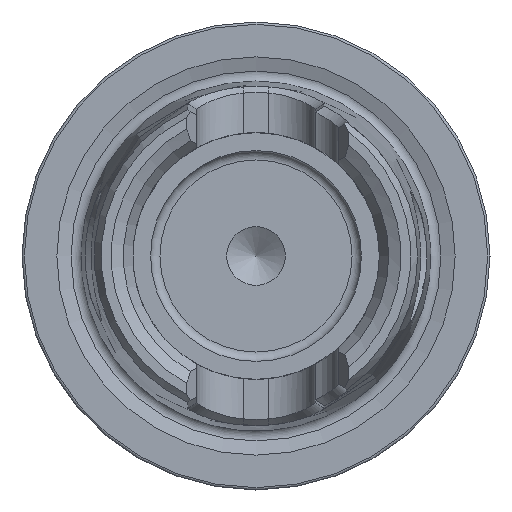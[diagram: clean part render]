
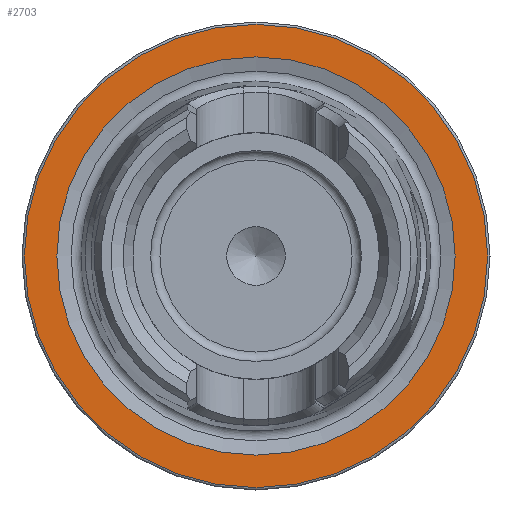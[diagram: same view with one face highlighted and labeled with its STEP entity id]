
A CAD part, left-side view. The second image highlights one B-rep face of the part: STEP entity #2703.
In plain terms, the highlighted planar face has unit normal (-1, 0, 0).
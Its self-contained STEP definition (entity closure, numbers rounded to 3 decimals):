
#295 = DIRECTION ( 'NONE',  ( 1., 0., 0. ) ) ;
#1585 = CARTESIAN_POINT ( 'NONE',  ( 0., 0., 17. ) ) ;
#1894 = CARTESIAN_POINT ( 'NONE',  ( 0., 19.775, 0. ) ) ;
#1925 = VERTEX_POINT ( 'NONE', #4820 ) ;
#2209 = DIRECTION ( 'NONE',  ( -1., 0., 0. ) ) ;
#2443 = CIRCLE ( 'NONE', #5557, 17. ) ;
#2703 = ADVANCED_FACE ( 'NONE', ( #6968, #3158 ), #6831, .F. ) ;
#3002 = ORIENTED_EDGE ( 'NONE', *, *, #6485, .F. ) ;
#3158 = FACE_OUTER_BOUND ( 'NONE', #6163, .T. ) ;
#4008 = ORIENTED_EDGE ( 'NONE', *, *, #8184, .T. ) ;
#4570 = DIRECTION ( 'NONE',  ( 0., 0., 1. ) ) ;
#4820 = CARTESIAN_POINT ( 'NONE',  ( 0., 0., 19.775 ) ) ;
#4932 = CIRCLE ( 'NONE', #7965, 19.775 ) ;
#5078 = DIRECTION ( 'NONE',  ( 0., 0., -1. ) ) ;
#5557 = AXIS2_PLACEMENT_3D ( 'NONE', #7075, #2209, #6148 ) ;
#6148 = DIRECTION ( 'NONE',  ( 0., 0., 1. ) ) ;
#6163 = EDGE_LOOP ( 'NONE', ( #4008 ) ) ;
#6485 = EDGE_CURVE ( 'NONE', #8545, #8545, #2443, .T. ) ;
#6831 = PLANE ( 'NONE',  #8018 ) ;
#6968 = FACE_BOUND ( 'NONE', #7100, .T. ) ;
#7075 = CARTESIAN_POINT ( 'NONE',  ( 0., 0., 0. ) ) ;
#7100 = EDGE_LOOP ( 'NONE', ( #3002 ) ) ;
#7965 = AXIS2_PLACEMENT_3D ( 'NONE', #10124, #8569, #4570 ) ;
#8018 = AXIS2_PLACEMENT_3D ( 'NONE', #1894, #295, #5078 ) ;
#8184 = EDGE_CURVE ( 'NONE', #1925, #1925, #4932, .T. ) ;
#8545 = VERTEX_POINT ( 'NONE', #1585 ) ;
#8569 = DIRECTION ( 'NONE',  ( -1., 0., 0. ) ) ;
#10124 = CARTESIAN_POINT ( 'NONE',  ( 0., 0., 0. ) ) ;
